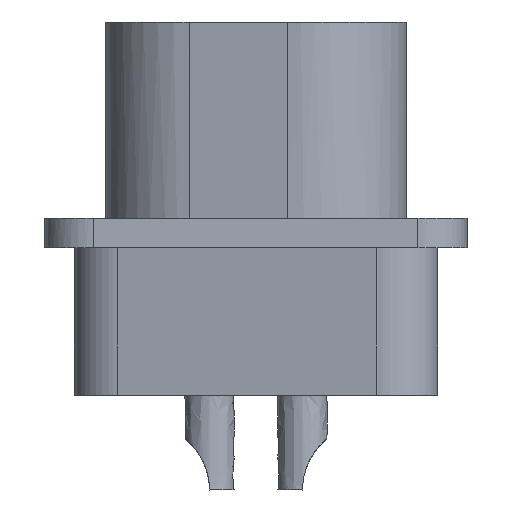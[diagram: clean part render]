
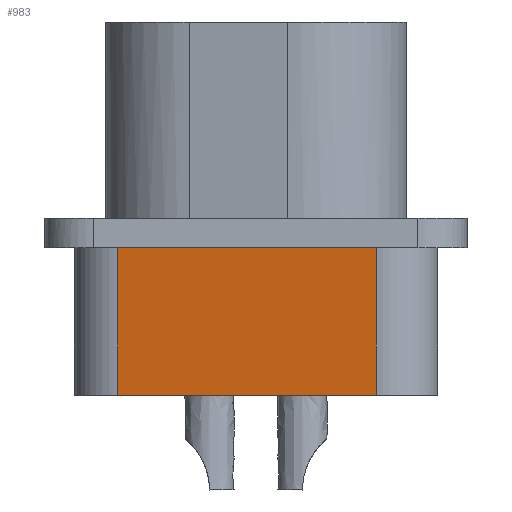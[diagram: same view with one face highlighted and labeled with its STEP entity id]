
A CAD part, left-side view. The second image highlights one B-rep face of the part: STEP entity #983.
In plain terms, the highlighted free-form (B-spline) face has degree [1, 1] with [2, 2] control points.
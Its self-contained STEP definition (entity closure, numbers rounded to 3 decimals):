
#917=CARTESIAN_POINT('V15',(-12.483,-0.487,
   0.0));
#918=VERTEX_POINT('V15',#917);
#933=CARTESIAN_POINT('V22',(-12.483,-0.487,
   -4.5));
#934=VERTEX_POINT('V22',#933);
#948=CARTESIAN_POINT('E24',(-12.483,-0.487,
   0.0));
#949=CARTESIAN_POINT('E24',(-12.483,-0.487,
   -4.5));
#950=QUASI_UNIFORM_CURVE('E24',1,(#948,#949),.POLYLINE_FORM.,.F.,.U.
   );
#951=EDGE_CURVE('E24',#918,#934,#950,.T.);
#956=CARTESIAN_POINT('F4',(-13.876,-8.387,
   0.0));
#957=CARTESIAN_POINT('F4',(-12.483,-0.487,
   0.0));
#958=CARTESIAN_POINT('F4',(-13.876,-8.387,
   -4.5));
#959=CARTESIAN_POINT('F4',(-12.483,-0.487,
   -4.5));
#960=B_SPLINE_SURFACE_WITH_KNOTS('F4',1,1,((#956,#958),(#957,#959))
,.PLANE_SURF.,.F.,.F.,.U.,(2,2),(2,2),(0.0,1.783),(
   0.0,1.0),.UNSPECIFIED.);
#961=CARTESIAN_POINT('V16',(-13.876,-8.387,
   0.0));
#962=VERTEX_POINT('V16',#961);
#963=CARTESIAN_POINT('E15',(-12.483,-0.487,
   0.0));
#964=CARTESIAN_POINT('E15',(-13.876,-8.387,
   0.0));
#965=B_SPLINE_CURVE_WITH_KNOTS('E15',1,(#963,#964),.POLYLINE_FORM.,
   .F.,.U.,(2,2),(0.0,1.783),.UNSPECIFIED.);
#966=EDGE_CURVE('E15',#918,#962,#965,.T.);
#967=ORIENTED_EDGE('E15',*,*,#966,.F.);
#968=ORIENTED_EDGE('F5',*,*,#951,.T.);
#969=CARTESIAN_POINT('V21',(-13.876,-8.387,
   -4.5));
#970=VERTEX_POINT('V21',#969);
#971=CARTESIAN_POINT('E25',(-12.483,-0.487,
   -4.5));
#972=CARTESIAN_POINT('E25',(-13.876,-8.387,
   -4.5));
#973=B_SPLINE_CURVE_WITH_KNOTS('E25',1,(#971,#972),.POLYLINE_FORM.,
   .F.,.U.,(2,2),(0.0,1.783),.UNSPECIFIED.);
#974=EDGE_CURVE('E25',#934,#970,#973,.T.);
#975=ORIENTED_EDGE('E25',*,*,#974,.T.);
#976=CARTESIAN_POINT('E22',(-13.876,-8.387,
   0.0));
#977=CARTESIAN_POINT('E22',(-13.876,-8.387,
   -4.5));
#978=B_SPLINE_CURVE_WITH_KNOTS('E22',1,(#976,#977),.POLYLINE_FORM.,
   .F.,.U.,(2,2),(0.0,1.18),.UNSPECIFIED.);
#979=EDGE_CURVE('E22',#962,#970,#978,.T.);
#980=ORIENTED_EDGE('E22',*,*,#979,.F.);
#981=EDGE_LOOP('F4',(#967,#968,#975,#980));
#982=FACE_OUTER_BOUND('F4',#981,.T.);
#983=ADVANCED_FACE('F4',(#982),#960,.T.);
